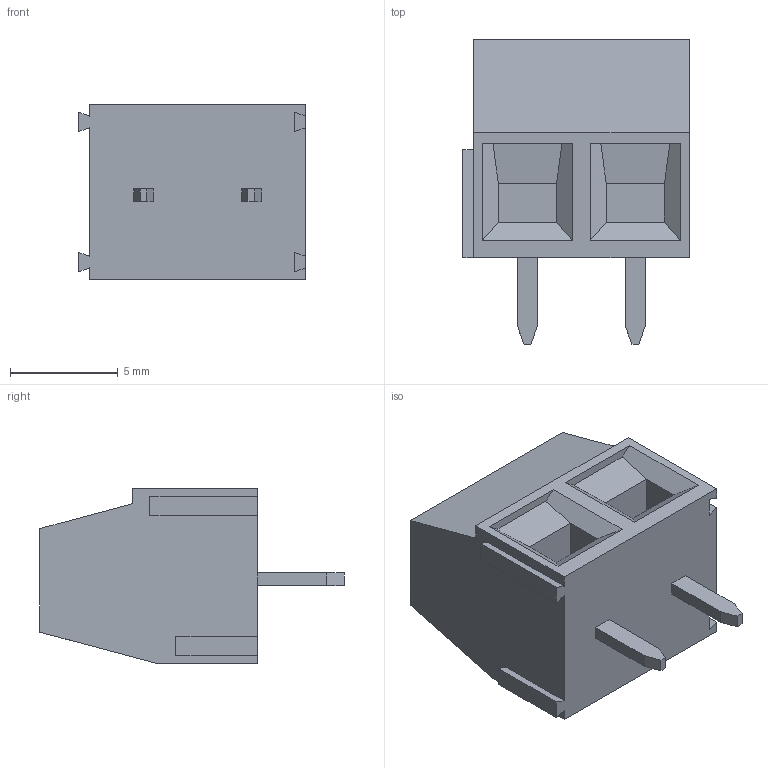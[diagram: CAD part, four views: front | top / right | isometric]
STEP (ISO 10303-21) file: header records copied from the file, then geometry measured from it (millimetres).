
FILE_DESCRIPTION (( 'STEP AP214' ), '1' );
FILE_NAME ('DG127-5.0-02P-4Y-00AH.STEP', '2021-01-02T22:08:58', ( '' ), ( '' ), 'SwSTEP 2.0', 'SolidWorks 2020', '' );
FILE_SCHEMA (( 'AUTOMOTIVE_DESIGN' ));
Length unit declared in the file: millimetre
Products named in the file (1): DG127-5.0-02P-4Y-00AH
Bounding box: 10.5 x 14.1 x 8.1 mm (x, y, z)
Volume: 630.8 mm3; surface area: 724.4 mm2
Topology: 1 solids, 1 shells, 359 faces, 962 edges, 638 vertices
Faces by surface type: plane 211, bspline 134, cylinder 8, torus 6
Entity records: 21066 total; most frequent: CARTESIAN_POINT 9682, ORIENTED_EDGE 1924, DIRECTION 1158, EDGE_CURVE 962, VECTOR 642, LINE 642, VERTEX_POINT 638, EDGE_LOOP 392
